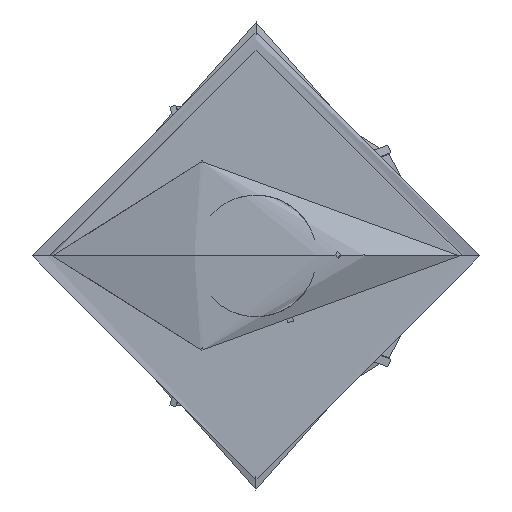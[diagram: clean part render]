
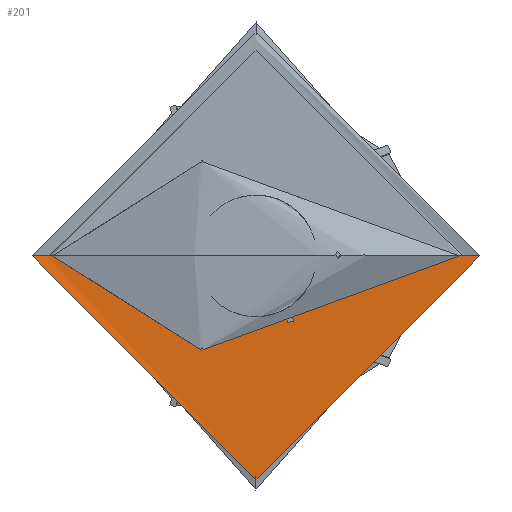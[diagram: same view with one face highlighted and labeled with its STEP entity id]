
A CAD part, top view. The second image highlights one B-rep face of the part: STEP entity #201.
In plain terms, the highlighted free-form (B-spline) face has degree [2, 2] with [5, 3] control points.
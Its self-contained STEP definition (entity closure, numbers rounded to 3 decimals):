
#201=ADVANCED_FACE($,(#389),#2379,.T.);
#389=FACE_OUTER_BOUND($,#589,.T.);
#589=EDGE_LOOP($,(#1110,#1111,#1112,#1113,#1114));
#1110=ORIENTED_EDGE($,*,*,#1737,.T.);
#1111=ORIENTED_EDGE($,*,*,#1760,.T.);
#1112=ORIENTED_EDGE($,*,*,#1740,.T.);
#1113=ORIENTED_EDGE($,*,*,#1738,.T.);
#1114=ORIENTED_EDGE($,*,*,#1761,.F.);
#1737=EDGE_CURVE($,#2108,#2124,#2729,.T.);
#1738=EDGE_CURVE($,#2109,#2110,#2730,.T.);
#1740=EDGE_CURVE($,#2107,#2109,#2732,.T.);
#1760=EDGE_CURVE($,#2124,#2107,#2747,.T.);
#1761=EDGE_CURVE($,#2108,#2110,#2748,.T.);
#2107=VERTEX_POINT($,#5723);
#2108=VERTEX_POINT($,#5724);
#2109=VERTEX_POINT($,#5725);
#2110=VERTEX_POINT($,#5726);
#2124=VERTEX_POINT($,#5740);
#2379=(
BOUNDED_SURFACE()
B_SPLINE_SURFACE(2,2,((#5561,#5562,#5563),(#5564,#5565,#5566),(#5567,#5568,
#5569),(#5570,#5571,#5572),(#5573,#5574,#5575)),.UNSPECIFIED.,.F.,.F.,.F.)
B_SPLINE_SURFACE_WITH_KNOTS((3,2,3),(3,3),(562.214,843.321,
1124.428),(9.397,22.387),.UNSPECIFIED.)
GEOMETRIC_REPRESENTATION_ITEM()
RATIONAL_B_SPLINE_SURFACE(((1.,0.775,1.),(0.707,
0.548,0.707),(1.,0.775,1.),(0.707,
0.548,0.707),(1.,0.775,1.)))
REPRESENTATION_ITEM($)
SURFACE()
);
#2729=(
BOUNDED_CURVE()
B_SPLINE_CURVE(2,(#5155,#5156,#5157),.UNSPECIFIED.,.F.,.F.)
B_SPLINE_CURVE_WITH_KNOTS((3,3),(578.615,867.923),.UNSPECIFIED.)
CURVE()
GEOMETRIC_REPRESENTATION_ITEM()
RATIONAL_B_SPLINE_CURVE((1.,0.707,1.))
REPRESENTATION_ITEM($)
);
#2730=(
BOUNDED_CURVE()
B_SPLINE_CURVE(2,(#5158,#5159,#5160,#5161,#5162),.UNSPECIFIED.,.F.,.F.)
B_SPLINE_CURVE_WITH_KNOTS((3,2,3),(-1082.214,-811.661,-541.107),
.UNSPECIFIED.)
CURVE()
GEOMETRIC_REPRESENTATION_ITEM()
RATIONAL_B_SPLINE_CURVE((1.,0.707,1.,0.707,1.))
REPRESENTATION_ITEM($)
);
#2732=(
BOUNDED_CURVE()
B_SPLINE_CURVE(2,(#5168,#5169,#5170),.UNSPECIFIED.,.F.,.F.)
B_SPLINE_CURVE_WITH_KNOTS((3,3),(9.397,22.387),.UNSPECIFIED.)
CURVE()
GEOMETRIC_REPRESENTATION_ITEM()
RATIONAL_B_SPLINE_CURVE((1.,0.775,1.))
REPRESENTATION_ITEM($)
);
#2747=(
BOUNDED_CURVE()
B_SPLINE_CURVE(2,(#5266,#5267,#5268),.UNSPECIFIED.,.F.,.F.)
B_SPLINE_CURVE_WITH_KNOTS((3,3),(867.923,1157.23),.UNSPECIFIED.)
CURVE()
GEOMETRIC_REPRESENTATION_ITEM()
RATIONAL_B_SPLINE_CURVE((1.,0.707,1.))
REPRESENTATION_ITEM($)
);
#2748=(
BOUNDED_CURVE()
B_SPLINE_CURVE(2,(#5269,#5270,#5271),.UNSPECIFIED.,.F.,.F.)
B_SPLINE_CURVE_WITH_KNOTS((3,3),(9.397,22.387),.UNSPECIFIED.)
CURVE()
GEOMETRIC_REPRESENTATION_ITEM()
RATIONAL_B_SPLINE_CURVE((1.,0.775,1.))
REPRESENTATION_ITEM($)
);
#5155=CARTESIAN_POINT($,(-184.179,0.,-124.331));
#5156=CARTESIAN_POINT($,(-184.179,-184.179,-124.331));
#5157=CARTESIAN_POINT($,(0.,-184.179,-124.331));
#5158=CARTESIAN_POINT($,(172.24,0.,-125.551));
#5159=CARTESIAN_POINT($,(172.24,-172.24,-125.551));
#5160=CARTESIAN_POINT($,(0.,-172.24,-125.551));
#5161=CARTESIAN_POINT($,(-172.24,-172.24,-125.551));
#5162=CARTESIAN_POINT($,(-172.24,0.,-125.551));
#5168=CARTESIAN_POINT($,(184.179,0.,-124.331));
#5169=CARTESIAN_POINT($,(177.712,0.,-120.078));
#5170=CARTESIAN_POINT($,(172.24,0.,-125.551));
#5266=CARTESIAN_POINT($,(0.,-184.179,-124.331));
#5267=CARTESIAN_POINT($,(184.179,-184.179,-124.331));
#5268=CARTESIAN_POINT($,(184.179,0.,-124.331));
#5269=CARTESIAN_POINT($,(-184.179,0.,-124.331));
#5270=CARTESIAN_POINT($,(-177.712,0.,-120.078));
#5271=CARTESIAN_POINT($,(-172.24,0.,-125.551));
#5561=CARTESIAN_POINT($,(-184.179,0.,-124.331));
#5562=CARTESIAN_POINT($,(-177.712,0.,-120.078));
#5563=CARTESIAN_POINT($,(-172.24,0.,-125.551));
#5564=CARTESIAN_POINT($,(-184.179,-184.179,-124.331));
#5565=CARTESIAN_POINT($,(-177.712,-177.712,-120.078));
#5566=CARTESIAN_POINT($,(-172.24,-172.24,-125.551));
#5567=CARTESIAN_POINT($,(0.,-184.179,-124.331));
#5568=CARTESIAN_POINT($,(0.,-177.712,-120.078));
#5569=CARTESIAN_POINT($,(0.,-172.24,-125.551));
#5570=CARTESIAN_POINT($,(184.179,-184.179,-124.331));
#5571=CARTESIAN_POINT($,(177.712,-177.712,-120.078));
#5572=CARTESIAN_POINT($,(172.24,-172.24,-125.551));
#5573=CARTESIAN_POINT($,(184.179,0.,-124.331));
#5574=CARTESIAN_POINT($,(177.712,0.,-120.078));
#5575=CARTESIAN_POINT($,(172.24,0.,-125.551));
#5723=CARTESIAN_POINT($,(184.179,0.,-124.331));
#5724=CARTESIAN_POINT($,(-184.179,0.,-124.331));
#5725=CARTESIAN_POINT($,(172.24,0.,-125.551));
#5726=CARTESIAN_POINT($,(-172.24,0.,-125.551));
#5740=CARTESIAN_POINT($,(0.,-184.179,-124.331));
